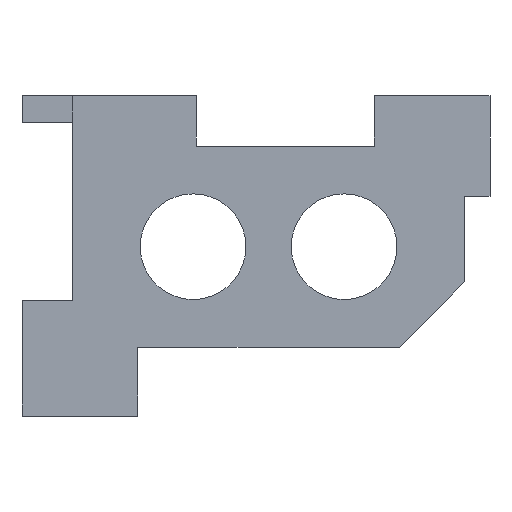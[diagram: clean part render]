
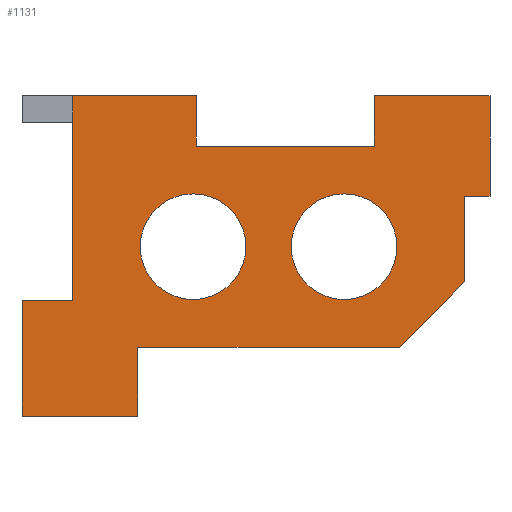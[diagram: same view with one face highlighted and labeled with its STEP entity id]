
A CAD part, front view. The second image highlights one B-rep face of the part: STEP entity #1131.
In plain terms, the highlighted planar face has unit normal (0, -1, 0).
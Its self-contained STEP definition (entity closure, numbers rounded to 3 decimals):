
#46=FACE_BOUND('',#179,.T.);
#47=FACE_BOUND('',#180,.T.);
#90=PLANE('',#1210);
#127=FACE_OUTER_BOUND('',#178,.T.);
#178=EDGE_LOOP('',(#882,#883,#884,#885,#886,#887,#888,#889,#890,#891,#892,
#893,#894,#895,#896,#897,#898,#899));
#179=EDGE_LOOP('',(#900));
#180=EDGE_LOOP('',(#901));
#238=LINE('',#1556,#344);
#246=LINE('',#1570,#352);
#254=LINE('',#1591,#360);
#256=LINE('',#1595,#362);
#268=LINE('',#1628,#374);
#270=LINE('',#1631,#376);
#271=LINE('',#1634,#377);
#281=LINE('',#1662,#387);
#288=LINE('',#1676,#394);
#289=LINE('',#1679,#395);
#292=LINE('',#1685,#398);
#293=LINE('',#1687,#399);
#294=LINE('',#1689,#400);
#295=LINE('',#1691,#401);
#296=LINE('',#1693,#402);
#297=LINE('',#1695,#403);
#298=LINE('',#1696,#404);
#299=LINE('',#1697,#405);
#344=VECTOR('',#1280,10.);
#352=VECTOR('',#1292,10.);
#360=VECTOR('',#1316,10.);
#362=VECTOR('',#1320,10.);
#374=VECTOR('',#1350,10.);
#376=VECTOR('',#1354,10.);
#377=VECTOR('',#1357,10.);
#387=VECTOR('',#1383,10.);
#394=VECTOR('',#1394,10.);
#395=VECTOR('',#1397,10.);
#398=VECTOR('',#1402,10.);
#399=VECTOR('',#1403,10.);
#400=VECTOR('',#1404,10.);
#401=VECTOR('',#1405,10.);
#402=VECTOR('',#1406,10.);
#403=VECTOR('',#1407,10.);
#404=VECTOR('',#1408,10.);
#405=VECTOR('',#1409,10.);
#452=CIRCLE('',#1211,1.05);
#453=CIRCLE('',#1212,1.05);
#481=VERTEX_POINT('',#1553);
#482=VERTEX_POINT('',#1555);
#484=VERTEX_POINT('',#1560);
#491=VERTEX_POINT('',#1589);
#492=VERTEX_POINT('',#1593);
#503=VERTEX_POINT('',#1624);
#504=VERTEX_POINT('',#1626);
#505=VERTEX_POINT('',#1633);
#515=VERTEX_POINT('',#1661);
#518=VERTEX_POINT('',#1670);
#520=VERTEX_POINT('',#1674);
#521=VERTEX_POINT('',#1678);
#523=VERTEX_POINT('',#1684);
#524=VERTEX_POINT('',#1686);
#525=VERTEX_POINT('',#1688);
#526=VERTEX_POINT('',#1690);
#527=VERTEX_POINT('',#1692);
#528=VERTEX_POINT('',#1694);
#529=VERTEX_POINT('',#1698);
#530=VERTEX_POINT('',#1700);
#598=EDGE_CURVE('',#482,#481,#238,.T.);
#606=EDGE_CURVE('',#484,#482,#246,.T.);
#616=EDGE_CURVE('',#481,#491,#254,.T.);
#618=EDGE_CURVE('',#492,#491,#256,.T.);
#634=EDGE_CURVE('',#503,#504,#268,.T.);
#636=EDGE_CURVE('',#484,#504,#270,.T.);
#637=EDGE_CURVE('',#505,#503,#271,.T.);
#651=EDGE_CURVE('',#505,#515,#281,.T.);
#658=EDGE_CURVE('',#518,#520,#288,.T.);
#659=EDGE_CURVE('',#521,#518,#289,.T.);
#662=EDGE_CURVE('',#520,#523,#292,.T.);
#663=EDGE_CURVE('',#523,#524,#293,.T.);
#664=EDGE_CURVE('',#525,#524,#294,.T.);
#665=EDGE_CURVE('',#525,#526,#295,.T.);
#666=EDGE_CURVE('',#526,#527,#296,.T.);
#667=EDGE_CURVE('',#527,#528,#297,.T.);
#668=EDGE_CURVE('',#528,#515,#298,.T.);
#669=EDGE_CURVE('',#521,#492,#299,.T.);
#670=EDGE_CURVE('',#529,#529,#452,.T.);
#671=EDGE_CURVE('',#530,#530,#453,.T.);
#882=ORIENTED_EDGE('',*,*,#658,.T.);
#883=ORIENTED_EDGE('',*,*,#662,.T.);
#884=ORIENTED_EDGE('',*,*,#663,.T.);
#885=ORIENTED_EDGE('',*,*,#664,.F.);
#886=ORIENTED_EDGE('',*,*,#665,.T.);
#887=ORIENTED_EDGE('',*,*,#666,.T.);
#888=ORIENTED_EDGE('',*,*,#667,.T.);
#889=ORIENTED_EDGE('',*,*,#668,.T.);
#890=ORIENTED_EDGE('',*,*,#651,.F.);
#891=ORIENTED_EDGE('',*,*,#637,.T.);
#892=ORIENTED_EDGE('',*,*,#634,.T.);
#893=ORIENTED_EDGE('',*,*,#636,.F.);
#894=ORIENTED_EDGE('',*,*,#606,.T.);
#895=ORIENTED_EDGE('',*,*,#598,.T.);
#896=ORIENTED_EDGE('',*,*,#616,.T.);
#897=ORIENTED_EDGE('',*,*,#618,.F.);
#898=ORIENTED_EDGE('',*,*,#669,.F.);
#899=ORIENTED_EDGE('',*,*,#659,.T.);
#900=ORIENTED_EDGE('',*,*,#670,.T.);
#901=ORIENTED_EDGE('',*,*,#671,.T.);
#1131=ADVANCED_FACE('',(#127,#46,#47),#90,.T.);
#1210=AXIS2_PLACEMENT_3D('',#1683,#1400,#1401);
#1211=AXIS2_PLACEMENT_3D('',#1699,#1410,#1411);
#1212=AXIS2_PLACEMENT_3D('',#1701,#1412,#1413);
#1280=DIRECTION('',(0.,0.,-1.));
#1292=DIRECTION('',(0.,0.,-1.));
#1316=DIRECTION('',(-1.,0.,0.));
#1320=DIRECTION('',(0.,0.,1.));
#1350=DIRECTION('',(0.,0.,1.));
#1354=DIRECTION('',(1.,0.,0.));
#1357=DIRECTION('',(-1.,0.,0.));
#1383=DIRECTION('',(0.,0.,1.));
#1394=DIRECTION('',(1.,0.,0.));
#1397=DIRECTION('',(0.,0.,-1.));
#1400=DIRECTION('center_axis',(0.,-1.,0.));
#1401=DIRECTION('ref_axis',(0.,0.,-1.));
#1402=DIRECTION('',(0.,0.,1.));
#1403=DIRECTION('',(1.,0.,0.));
#1404=DIRECTION('',(-0.707,0.,-0.707));
#1405=DIRECTION('',(0.,0.,1.));
#1406=DIRECTION('',(1.,0.,0.));
#1407=DIRECTION('',(0.,0.,1.));
#1408=DIRECTION('',(-1.,0.,0.));
#1409=DIRECTION('',(1.,0.,0.));
#1410=DIRECTION('center_axis',(0.,1.,0.));
#1411=DIRECTION('ref_axis',(-1.,0.,0.));
#1412=DIRECTION('center_axis',(0.,1.,0.));
#1413=DIRECTION('ref_axis',(-1.,0.,0.));
#1553=CARTESIAN_POINT('',(-69.21,11.51,-0.414));
#1555=CARTESIAN_POINT('',(-69.21,11.51,3.124));
#1556=CARTESIAN_POINT('',(-69.21,11.51,2.4));
#1560=CARTESIAN_POINT('',(-69.21,11.51,3.65));
#1570=CARTESIAN_POINT('',(-69.21,11.51,2.4));
#1589=CARTESIAN_POINT('',(-70.21,11.51,-0.414));
#1591=CARTESIAN_POINT('',(-69.21,11.51,-0.414));
#1593=CARTESIAN_POINT('',(-70.21,11.51,-2.17));
#1595=CARTESIAN_POINT('',(-70.21,11.51,-0.414));
#1624=CARTESIAN_POINT('',(-66.758,11.51,2.65));
#1626=CARTESIAN_POINT('',(-66.758,11.51,3.65));
#1628=CARTESIAN_POINT('',(-66.758,11.51,2.65));
#1631=CARTESIAN_POINT('',(-66.758,11.51,3.65));
#1633=CARTESIAN_POINT('',(-63.22,11.51,2.65));
#1634=CARTESIAN_POINT('',(-68.195,11.51,2.65));
#1661=CARTESIAN_POINT('',(-63.22,11.51,3.65));
#1662=CARTESIAN_POINT('',(-63.22,11.51,2.65));
#1670=CARTESIAN_POINT('',(-70.22,11.51,-2.72));
#1674=CARTESIAN_POINT('',(-67.92,11.51,-2.72));
#1676=CARTESIAN_POINT('',(-66.62,11.51,-2.72));
#1678=CARTESIAN_POINT('',(-70.22,11.51,-2.17));
#1679=CARTESIAN_POINT('',(-70.22,11.51,-1.25));
#1683=CARTESIAN_POINT('Origin',(-65.32,11.51,2.65));
#1684=CARTESIAN_POINT('',(-67.92,11.51,-1.35));
#1685=CARTESIAN_POINT('',(-67.92,11.51,-5.15));
#1686=CARTESIAN_POINT('',(-62.72,11.51,-1.35));
#1687=CARTESIAN_POINT('',(-62.92,11.51,-1.35));
#1688=CARTESIAN_POINT('',(-61.42,11.51,-0.05));
#1689=CARTESIAN_POINT('',(-62.045,11.51,-0.675));
#1690=CARTESIAN_POINT('',(-61.42,11.51,1.65));
#1691=CARTESIAN_POINT('',(-61.42,11.51,1.9));
#1692=CARTESIAN_POINT('',(-60.92,11.51,1.65));
#1693=CARTESIAN_POINT('',(-63.12,11.51,1.65));
#1694=CARTESIAN_POINT('',(-60.92,11.51,3.65));
#1695=CARTESIAN_POINT('',(-60.92,11.51,2.9));
#1696=CARTESIAN_POINT('',(-64.445,11.51,3.65));
#1697=CARTESIAN_POINT('',(-68.02,11.51,-2.17));
#1698=CARTESIAN_POINT('',(-65.77,11.51,0.65));
#1699=CARTESIAN_POINT('Origin',(-66.82,11.51,0.65));
#1700=CARTESIAN_POINT('',(-62.77,11.51,0.65));
#1701=CARTESIAN_POINT('Origin',(-63.82,11.51,0.65));
